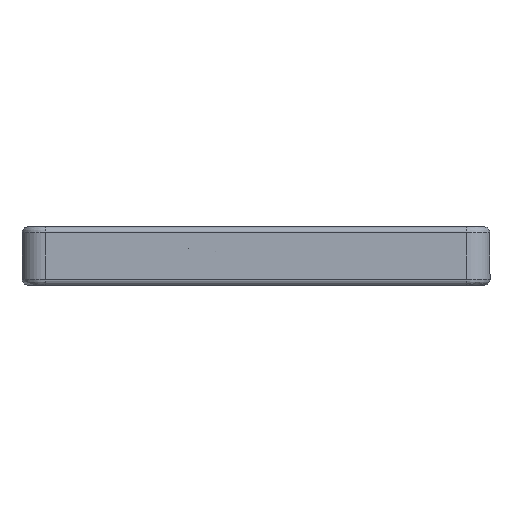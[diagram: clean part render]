
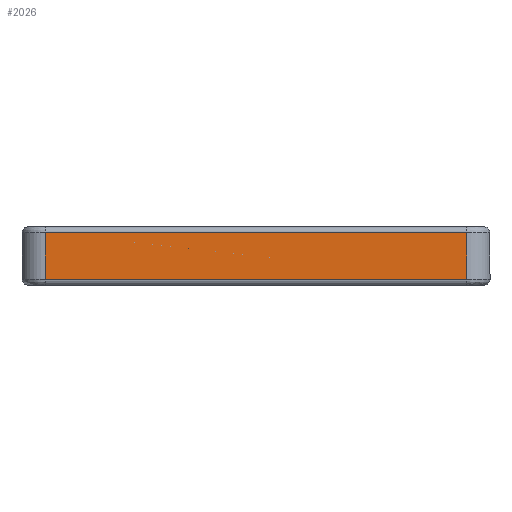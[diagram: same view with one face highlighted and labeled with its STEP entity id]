
A CAD part, left-side view. The second image highlights one B-rep face of the part: STEP entity #2026.
In plain terms, the highlighted planar face has unit normal (-1, 0, 0).
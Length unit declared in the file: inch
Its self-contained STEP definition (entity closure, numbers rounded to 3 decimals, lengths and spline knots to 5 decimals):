
#140 = VERTEX_POINT ( 'NONE', #2172 ) ;
#153 = DIRECTION ( 'NONE',  ( 0., 0., 1. ) ) ;
#270 = CARTESIAN_POINT ( 'NONE',  ( -8.09055, 0.70866, 0. ) ) ;
#359 = CARTESIAN_POINT ( 'NONE',  ( -8.09055, -0.3937, -0.07874 ) ) ;
#538 = DIRECTION ( 'NONE',  ( 0., 1., 0. ) ) ;
#552 = ORIENTED_EDGE ( 'NONE', *, *, #847, .T. ) ;
#572 = CARTESIAN_POINT ( 'NONE',  ( -8.09055, -0.7874, 0.07874 ) ) ;
#643 = ORIENTED_EDGE ( 'NONE', *, *, #1711, .F. ) ;
#646 = EDGE_CURVE ( 'NONE', #2206, #740, #1031, .T. ) ;
#651 = VECTOR ( 'NONE', #1068, 39.37008 ) ;
#673 = EDGE_CURVE ( 'NONE', #1298, #140, #794, .T. ) ;
#682 = CARTESIAN_POINT ( 'NONE',  ( -8.09055, -0.70866, 0.07874 ) ) ;
#683 = LINE ( 'NONE', #1914, #651 ) ;
#740 = VERTEX_POINT ( 'NONE', #921 ) ;
#794 = LINE ( 'NONE', #572, #1786 ) ;
#847 = EDGE_CURVE ( 'NONE', #140, #740, #2224, .T. ) ;
#921 = CARTESIAN_POINT ( 'NONE',  ( -8.09055, 0.70866, -0.07874 ) ) ;
#1004 = CARTESIAN_POINT ( 'NONE',  ( -8.09055, -0.7874, 0. ) ) ;
#1031 = LINE ( 'NONE', #359, #1600 ) ;
#1068 = DIRECTION ( 'NONE',  ( 0., 0., -1. ) ) ;
#1183 = ORIENTED_EDGE ( 'NONE', *, *, #673, .T. ) ;
#1298 = VERTEX_POINT ( 'NONE', #682 ) ;
#1367 = DIRECTION ( 'NONE',  ( 0., 0., -1. ) ) ;
#1485 = EDGE_LOOP ( 'NONE', ( #1988, #643, #1183, #552 ) ) ;
#1600 = VECTOR ( 'NONE', #538, 39.37008 ) ;
#1679 = VECTOR ( 'NONE', #1367, 39.37008 ) ;
#1701 = AXIS2_PLACEMENT_3D ( 'NONE', #1004, #1878, #153 ) ;
#1711 = EDGE_CURVE ( 'NONE', #1298, #2206, #683, .T. ) ;
#1786 = VECTOR ( 'NONE', #1949, 39.37008 ) ;
#1878 = DIRECTION ( 'NONE',  ( -1., 0., 0. ) ) ;
#1914 = CARTESIAN_POINT ( 'NONE',  ( -8.09055, -0.70866, 0. ) ) ;
#1936 = FACE_OUTER_BOUND ( 'NONE', #1485, .T. ) ;
#1949 = DIRECTION ( 'NONE',  ( 0., 1., 0. ) ) ;
#1988 = ORIENTED_EDGE ( 'NONE', *, *, #646, .F. ) ;
#2019 = PLANE ( 'NONE',  #1701 ) ;
#2026 = ADVANCED_FACE ( 'NONE', ( #1936 ), #2019, .T. ) ;
#2100 = CARTESIAN_POINT ( 'NONE',  ( -8.09055, -0.70866, -0.07874 ) ) ;
#2172 = CARTESIAN_POINT ( 'NONE',  ( -8.09055, 0.70866, 0.07874 ) ) ;
#2206 = VERTEX_POINT ( 'NONE', #2100 ) ;
#2224 = LINE ( 'NONE', #270, #1679 ) ;
